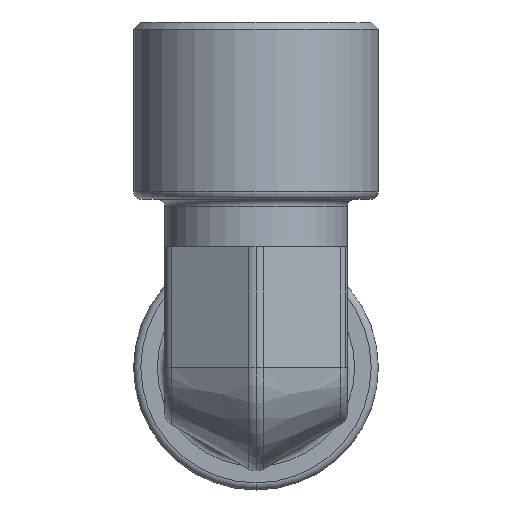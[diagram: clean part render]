
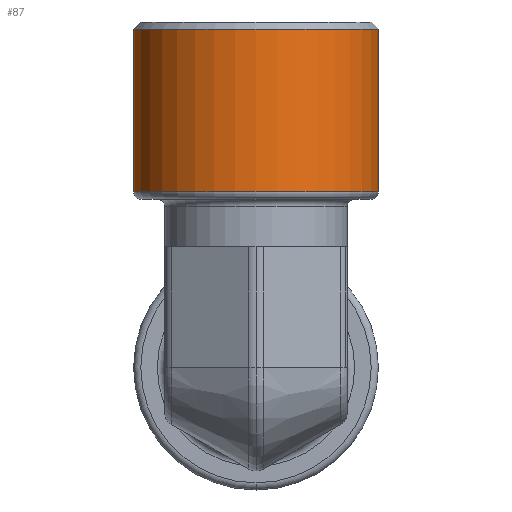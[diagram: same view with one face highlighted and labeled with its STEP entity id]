
A CAD part, front view. The second image highlights one B-rep face of the part: STEP entity #87.
In plain terms, the highlighted cylindrical face has radius 8.5 mm (diameter 17 mm), a partial arc.
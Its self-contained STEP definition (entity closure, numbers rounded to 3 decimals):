
#87=ADVANCED_FACE('',(#214),#215,.T.);
#214=FACE_OUTER_BOUND('',#450,.T.);
#215=CYLINDRICAL_SURFACE('',#451,8.5);
#450=EDGE_LOOP('',(#829,#830,#831,#832));
#451=AXIS2_PLACEMENT_3D('',#833,#834,#835);
#829=ORIENTED_EDGE('',*,*,#1647,.F.);
#830=ORIENTED_EDGE('',*,*,#1648,.F.);
#831=ORIENTED_EDGE('',*,*,#1649,.F.);
#832=ORIENTED_EDGE('',*,*,#1650,.F.);
#833=CARTESIAN_POINT('',(0.,0.0,11.7));
#834=DIRECTION('',(-0.0,0.0,-1.0));
#835=DIRECTION('',(-1.0,0.0,0.0));
#1647=EDGE_CURVE('',#1880,#1951,#1952,.T.);
#1648=EDGE_CURVE('',#1883,#1880,#1953,.T.);
#1649=EDGE_CURVE('',#1954,#1883,#1955,.T.);
#1650=EDGE_CURVE('',#1951,#1954,#1956,.T.);
#1880=VERTEX_POINT('',#2302);
#1883=VERTEX_POINT('',#2305);
#1951=VERTEX_POINT('',#2383);
#1952=LINE('',#2384,#2385);
#1953=CIRCLE('',#2386,8.5);
#1954=VERTEX_POINT('',#2387);
#1955=LINE('',#2388,#2389);
#1956=CIRCLE('',#2390,8.5);
#2302=CARTESIAN_POINT('',(-8.5,0.,12.2));
#2305=CARTESIAN_POINT('',(8.5,0.,12.2));
#2383=CARTESIAN_POINT('',(-8.5,0.,23.5));
#2384=CARTESIAN_POINT('',(-8.5,0.,17.85));
#2385=VECTOR('',#2939,1.0);
#2386=AXIS2_PLACEMENT_3D('',#2940,#2941,#2942);
#2387=CARTESIAN_POINT('',(8.5,0.,23.5));
#2388=CARTESIAN_POINT('',(8.5,0.,17.85));
#2389=VECTOR('',#2943,1.0);
#2390=AXIS2_PLACEMENT_3D('',#2944,#2945,#2946);
#2939=DIRECTION('',(-0.0,-0.0,1.0));
#2940=CARTESIAN_POINT('',(0.,0.0,12.2));
#2941=DIRECTION('',(0.0,0.0,-1.0));
#2942=DIRECTION('',(-1.0,0.0,0.0));
#2943=DIRECTION('',(-0.0,-0.0,-1.0));
#2944=CARTESIAN_POINT('',(0.,0.0,23.5));
#2945=DIRECTION('',(0.0,0.0,1.0));
#2946=DIRECTION('',(-1.0,0.0,0.0));
